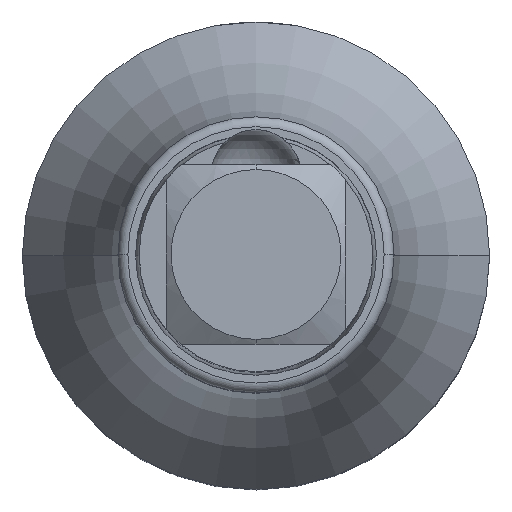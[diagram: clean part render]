
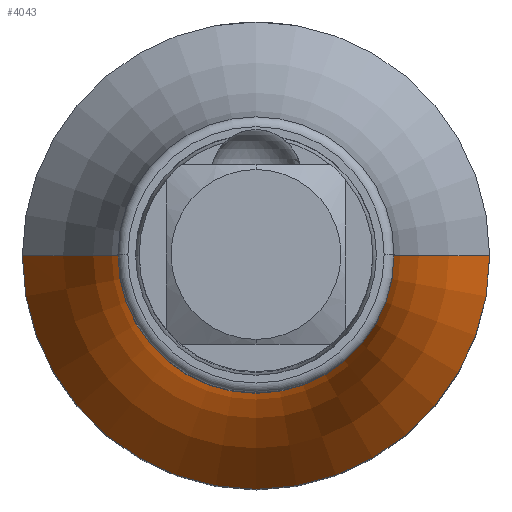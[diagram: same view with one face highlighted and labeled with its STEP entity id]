
A CAD part, top view. The second image highlights one B-rep face of the part: STEP entity #4043.
In plain terms, the highlighted toroidal (fillet/blend) face has major radius 39.75 mm and minor radius 30 mm.
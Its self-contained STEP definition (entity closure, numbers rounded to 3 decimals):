
#3609=CARTESIAN_POINT('',(0.,0.,27.2));
#3610=DIRECTION('',(0.,0.,1.));
#3611=DIRECTION('',(1.,0.,0.));
#3612=AXIS2_PLACEMENT_3D('',#3609,#3610,#3611);
#3617=CARTESIAN_POINT('',(39.75,-0.001,
46.159));
#3618=DIRECTION('',(0.,1.,0.));
#3619=DIRECTION('',(-0.775,0.,-0.632));
#3620=AXIS2_PLACEMENT_3D('',#3617,#3618,#3619);
#3625=CARTESIAN_POINT('',(-39.75,0.001,
46.159));
#3626=DIRECTION('',(0.,-1.,0.));
#3627=DIRECTION('',(0.775,0.,-0.632));
#3628=AXIS2_PLACEMENT_3D('',#3625,#3626,#3627);
#3758=CARTESIAN_POINT('',(0.,0.,46.159));
#3759=DIRECTION('',(0.,0.,1.));
#3760=DIRECTION('',(1.,0.,0.));
#3761=AXIS2_PLACEMENT_3D('',#3758,#3759,#3760);
#3773=CARTESIAN_POINT('',(-16.5,0.,27.2));
#3774=CARTESIAN_POINT('',(16.5,0.,27.2));
#3775=VERTEX_POINT('',#3773);
#3776=VERTEX_POINT('',#3774);
#3777=CARTESIAN_POINT('',(-9.75,0.,46.159));
#3778=CARTESIAN_POINT('',(9.75,0.,46.159));
#3779=VERTEX_POINT('',#3777);
#3780=VERTEX_POINT('',#3778);
#4029=CARTESIAN_POINT('',(0.,0.,46.159));
#4030=DIRECTION('',(0.,0.,1.));
#4031=DIRECTION('',(1.,0.,0.));
#4032=AXIS2_PLACEMENT_3D('',#4029,#4030,#4031);
#4033=TOROIDAL_SURFACE('',#4032,39.75,30.);
#4034=ORIENTED_EDGE('',*,*,#4023,.F.);
#4036=ORIENTED_EDGE('',*,*,#4035,.T.);
#4038=ORIENTED_EDGE('',*,*,#4037,.T.);
#4040=ORIENTED_EDGE('',*,*,#4039,.F.);
#4041=EDGE_LOOP('',(#4034,#4036,#4038,#4040));
#4042=FACE_OUTER_BOUND('',#4041,.F.);
#4043=ADVANCED_FACE('',(#4042),#4033,.F.);
#3613=CIRCLE('',#3612,16.5);
#3621=CIRCLE('',#3620,30.);
#3629=CIRCLE('',#3628,30.);
#3762=CIRCLE('',#3761,9.75);
#4023=EDGE_CURVE('',#3776,#3775,#3613,.T.);
#4035=EDGE_CURVE('',#3776,#3780,#3621,.T.);
#4037=EDGE_CURVE('',#3780,#3779,#3762,.T.);
#4039=EDGE_CURVE('',#3775,#3779,#3629,.T.);
